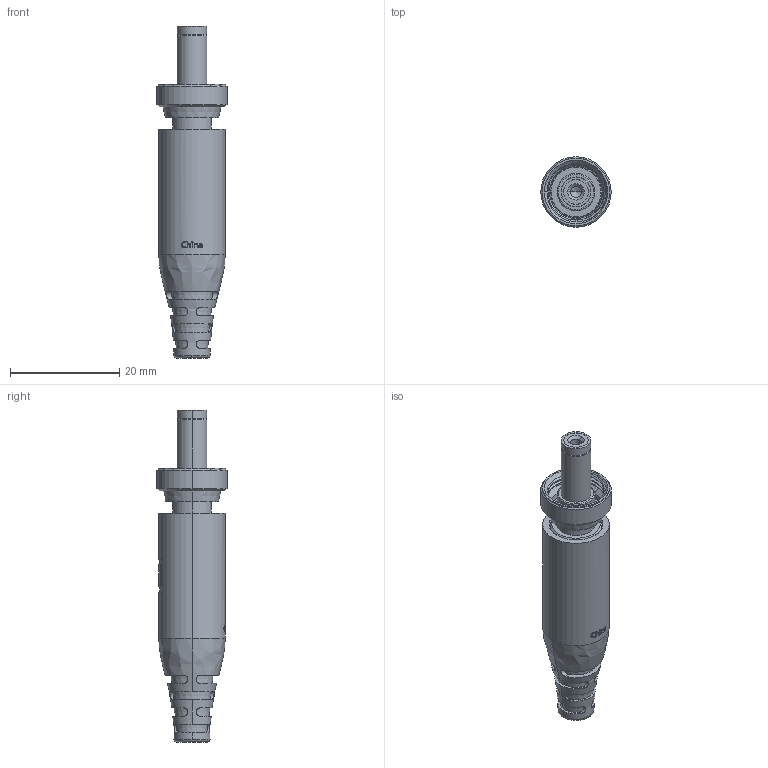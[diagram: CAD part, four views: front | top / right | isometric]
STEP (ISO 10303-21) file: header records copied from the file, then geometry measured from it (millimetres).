
FILE_DESCRIPTION (( 'STEP AP203' ), '1' );
FILE_NAME ('55-00200.STEP', '2025-03-31T18:30:27', ( '' ), ( '' ), 'SwSTEP 2.0', 'SolidWorks 2021', '' );
FILE_SCHEMA (( 'CONFIG_CONTROL_DESIGN' ));
Length unit declared in the file: millimetre
Products named in the file (12): 5.0(4.6-5.3)___; Copy of 50-01077_Floating locking ring_Step; 50-01076___; 50-01076_Center pin terminal___; 55-00200; 50-01076_Cable clamp sleeve terminal___; 50-01076_Tip insulator___; 50-01076_Outer tube___; 56-00033___; 50-01076_pin_2.0??___; jiaoke___; 50-01076_Glass fiber___
Assembly tree (11 placements, depth 3):
  55-00200
    50-01076___
      50-01076_Tip insulator___
      50-01076_Outer tube___
      50-01076_Cable clamp sleeve terminal___
      50-01076_Glass fiber___
      Copy of 50-01077_Floating locking ring_Step
      50-01076_Center pin terminal___
      50-01076_pin_2.0??___
    56-00033___
      5.0(4.6-5.3)___
      jiaoke___
Bounding box: 12.9 x 12.9 x 60.9 mm (x, y, z)
Volume: 3435.8 mm3; surface area: 7100.8 mm2
Topology: 9 solids, 9 shells, 400 faces, 987 edges, 634 vertices
Faces by surface type: cylinder 146, plane 128, cone 63, bspline 61, torus 2
Entity records: 17999 total; most frequent: CARTESIAN_POINT 7707, ORIENTED_EDGE 1966, DIRECTION 1772, EDGE_CURVE 983, AXIS2_PLACEMENT_3D 681, VERTEX_POINT 634, EDGE_LOOP 455, VECTOR 410
